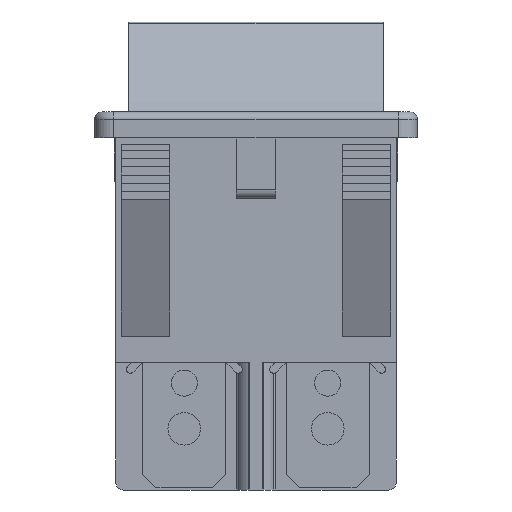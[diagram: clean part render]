
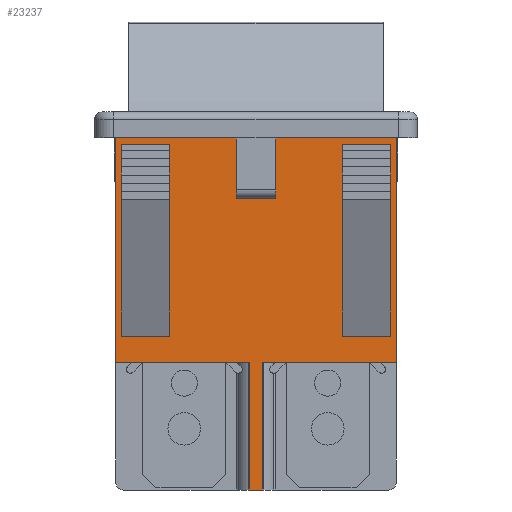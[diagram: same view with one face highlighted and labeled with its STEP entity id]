
A CAD part, left-side view. The second image highlights one B-rep face of the part: STEP entity #23237.
In plain terms, the highlighted planar face has unit normal (-1, 0, 0).
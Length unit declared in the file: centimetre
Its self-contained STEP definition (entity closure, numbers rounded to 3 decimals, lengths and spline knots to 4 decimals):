
#1342=FACE_BOUND('',#2943,.T.);
#1343=FACE_BOUND('',#2944,.T.);
#1612=FACE_OUTER_BOUND('',#2942,.T.);
#2942=EDGE_LOOP('',(#16229,#16230,#16231,#16232,#16233,#16234,#16235,#16236,
#16237,#16238,#16239,#16240));
#2943=EDGE_LOOP('',(#16241,#16242,#16243,#16244));
#2944=EDGE_LOOP('',(#16245,#16246,#16247,#16248));
#4698=LINE('',#31360,#7212);
#4723=LINE('',#31488,#7237);
#4747=LINE('',#31674,#7261);
#4752=LINE('',#31684,#7266);
#4753=LINE('',#31687,#7267);
#4755=LINE('',#31691,#7269);
#4756=LINE('',#31692,#7270);
#4757=LINE('',#31694,#7271);
#4758=LINE('',#31696,#7272);
#4759=LINE('',#31697,#7273);
#4760=LINE('',#31699,#7274);
#4761=LINE('',#31700,#7275);
#4762=LINE('',#31703,#7276);
#4763=LINE('',#31705,#7277);
#4764=LINE('',#31707,#7278);
#4765=LINE('',#31708,#7279);
#4766=LINE('',#31711,#7280);
#4767=LINE('',#31713,#7281);
#4768=LINE('',#31715,#7282);
#4769=LINE('',#31716,#7283);
#7212=VECTOR('',#26387,1.);
#7237=VECTOR('',#26432,1.);
#7261=VECTOR('',#26492,1.);
#7266=VECTOR('',#26501,1.);
#7267=VECTOR('',#26504,1.);
#7269=VECTOR('',#26508,1.);
#7270=VECTOR('',#26509,1.);
#7271=VECTOR('',#26510,1.);
#7272=VECTOR('',#26511,1.);
#7273=VECTOR('',#26512,1.);
#7274=VECTOR('',#26513,1.);
#7275=VECTOR('',#26514,1.);
#7276=VECTOR('',#26515,1.);
#7277=VECTOR('',#26516,1.);
#7278=VECTOR('',#26517,1.);
#7279=VECTOR('',#26518,1.);
#7280=VECTOR('',#26519,1.);
#7281=VECTOR('',#26520,1.);
#7282=VECTOR('',#26521,1.);
#7283=VECTOR('',#26522,1.);
#9700=VERTEX_POINT('',#31357);
#9701=VERTEX_POINT('',#31359);
#9741=VERTEX_POINT('',#31485);
#9742=VERTEX_POINT('',#31487);
#9792=VERTEX_POINT('',#31668);
#9794=VERTEX_POINT('',#31672);
#9797=VERTEX_POINT('',#31682);
#9798=VERTEX_POINT('',#31686);
#9799=VERTEX_POINT('',#31690);
#9800=VERTEX_POINT('',#31693);
#9801=VERTEX_POINT('',#31695);
#9802=VERTEX_POINT('',#31698);
#9803=VERTEX_POINT('',#31701);
#9804=VERTEX_POINT('',#31702);
#9805=VERTEX_POINT('',#31704);
#9806=VERTEX_POINT('',#31706);
#9807=VERTEX_POINT('',#31709);
#9808=VERTEX_POINT('',#31710);
#9809=VERTEX_POINT('',#31712);
#9810=VERTEX_POINT('',#31714);
#12184=EDGE_CURVE('',#9700,#9701,#4698,.T.);
#12228=EDGE_CURVE('',#9741,#9742,#4723,.T.);
#12286=EDGE_CURVE('',#9792,#9794,#4747,.T.);
#12291=EDGE_CURVE('',#9794,#9797,#4752,.T.);
#12292=EDGE_CURVE('',#9798,#9792,#4753,.T.);
#12294=EDGE_CURVE('',#9797,#9799,#4755,.T.);
#12295=EDGE_CURVE('',#9701,#9799,#4756,.T.);
#12296=EDGE_CURVE('',#9700,#9800,#4757,.T.);
#12297=EDGE_CURVE('',#9800,#9801,#4758,.T.);
#12298=EDGE_CURVE('',#9742,#9801,#4759,.T.);
#12299=EDGE_CURVE('',#9741,#9802,#4760,.T.);
#12300=EDGE_CURVE('',#9802,#9798,#4761,.T.);
#12301=EDGE_CURVE('',#9803,#9804,#4762,.T.);
#12302=EDGE_CURVE('',#9803,#9805,#4763,.T.);
#12303=EDGE_CURVE('',#9805,#9806,#4764,.T.);
#12304=EDGE_CURVE('',#9806,#9804,#4765,.T.);
#12305=EDGE_CURVE('',#9807,#9808,#4766,.T.);
#12306=EDGE_CURVE('',#9808,#9809,#4767,.T.);
#12307=EDGE_CURVE('',#9809,#9810,#4768,.T.);
#12308=EDGE_CURVE('',#9807,#9810,#4769,.T.);
#16229=ORIENTED_EDGE('',*,*,#12292,.T.);
#16230=ORIENTED_EDGE('',*,*,#12286,.T.);
#16231=ORIENTED_EDGE('',*,*,#12291,.T.);
#16232=ORIENTED_EDGE('',*,*,#12294,.T.);
#16233=ORIENTED_EDGE('',*,*,#12295,.F.);
#16234=ORIENTED_EDGE('',*,*,#12184,.F.);
#16235=ORIENTED_EDGE('',*,*,#12296,.T.);
#16236=ORIENTED_EDGE('',*,*,#12297,.T.);
#16237=ORIENTED_EDGE('',*,*,#12298,.F.);
#16238=ORIENTED_EDGE('',*,*,#12228,.F.);
#16239=ORIENTED_EDGE('',*,*,#12299,.T.);
#16240=ORIENTED_EDGE('',*,*,#12300,.T.);
#16241=ORIENTED_EDGE('',*,*,#12301,.F.);
#16242=ORIENTED_EDGE('',*,*,#12302,.T.);
#16243=ORIENTED_EDGE('',*,*,#12303,.T.);
#16244=ORIENTED_EDGE('',*,*,#12304,.T.);
#16245=ORIENTED_EDGE('',*,*,#12305,.T.);
#16246=ORIENTED_EDGE('',*,*,#12306,.T.);
#16247=ORIENTED_EDGE('',*,*,#12307,.T.);
#16248=ORIENTED_EDGE('',*,*,#12308,.F.);
#22384=PLANE('',#24666);
#23237=ADVANCED_FACE('',(#1612,#1342,#1343),#22384,.T.);
#24666=AXIS2_PLACEMENT_3D('',#31689,#26506,#26507);
#26387=DIRECTION('',(0.,1.,0.));
#26432=DIRECTION('',(0.,1.,0.));
#26492=DIRECTION('',(0.,1.,0.));
#26501=DIRECTION('',(0.,0.,1.));
#26504=DIRECTION('',(0.,0.,-1.));
#26506=DIRECTION('center_axis',(-1.,0.,0.));
#26507=DIRECTION('ref_axis',(0.,0.,1.));
#26508=DIRECTION('',(0.,1.,0.));
#26509=DIRECTION('',(0.,0.,1.));
#26510=DIRECTION('',(0.,0.,-1.));
#26511=DIRECTION('',(0.,-1.,0.));
#26512=DIRECTION('',(0.,0.,-1.));
#26513=DIRECTION('',(0.,0.,1.));
#26514=DIRECTION('',(0.,1.,0.));
#26515=DIRECTION('',(0.,0.,1.));
#26516=DIRECTION('',(0.,1.,0.));
#26517=DIRECTION('',(0.,0.,1.));
#26518=DIRECTION('',(0.,-1.,0.));
#26519=DIRECTION('',(0.,-1.,0.));
#26520=DIRECTION('',(0.,0.,-1.));
#26521=DIRECTION('',(0.,1.,0.));
#26522=DIRECTION('',(0.,0.,-1.));
#31357=CARTESIAN_POINT('',(-1.36,0.05,0.));
#31359=CARTESIAN_POINT('',(-1.36,1.075,0.));
#31360=CARTESIAN_POINT('',(-1.36,-1.075,0.));
#31485=CARTESIAN_POINT('',(-1.36,-1.075,0.));
#31487=CARTESIAN_POINT('',(-1.36,-0.05,0.));
#31488=CARTESIAN_POINT('',(-1.36,-1.075,0.));
#31668=CARTESIAN_POINT('',(-1.36,-0.15,1.255));
#31672=CARTESIAN_POINT('',(-1.36,0.15,1.255));
#31674=CARTESIAN_POINT('',(-1.36,0.075,1.255));
#31682=CARTESIAN_POINT('',(-1.36,0.15,1.72));
#31684=CARTESIAN_POINT('',(-1.36,0.15,0.86));
#31686=CARTESIAN_POINT('',(-1.36,-0.15,1.72));
#31687=CARTESIAN_POINT('',(-1.36,-0.15,0.6275));
#31689=CARTESIAN_POINT('Origin',(-1.36,-1.075,0.));
#31690=CARTESIAN_POINT('',(-1.36,1.075,1.72));
#31691=CARTESIAN_POINT('',(-1.36,-1.075,1.72));
#31692=CARTESIAN_POINT('',(-1.36,1.075,0.));
#31693=CARTESIAN_POINT('',(-1.36,0.05,-0.98));
#31694=CARTESIAN_POINT('',(-1.36,0.05,0.));
#31695=CARTESIAN_POINT('',(-1.36,-0.05,-0.98));
#31696=CARTESIAN_POINT('',(-1.36,-1.075,-0.98));
#31697=CARTESIAN_POINT('',(-1.36,-0.05,0.));
#31698=CARTESIAN_POINT('',(-1.36,-1.075,1.72));
#31699=CARTESIAN_POINT('',(-1.36,-1.075,0.));
#31700=CARTESIAN_POINT('',(-1.36,-1.075,1.72));
#31701=CARTESIAN_POINT('',(-1.36,0.66,0.2));
#31702=CARTESIAN_POINT('',(-1.36,0.66,0.4976));
#31703=CARTESIAN_POINT('',(-1.36,0.66,0.));
#31704=CARTESIAN_POINT('',(-1.36,1.035,0.2));
#31705=CARTESIAN_POINT('',(-1.36,-0.5375,0.2));
#31706=CARTESIAN_POINT('',(-1.36,1.035,0.4976));
#31707=CARTESIAN_POINT('',(-1.36,1.035,0.4848));
#31708=CARTESIAN_POINT('',(-1.36,-0.5375,0.4976));
#31709=CARTESIAN_POINT('',(-1.36,-0.66,0.4976));
#31710=CARTESIAN_POINT('',(-1.36,-1.035,0.4976));
#31711=CARTESIAN_POINT('',(-1.36,-0.5375,0.4976));
#31712=CARTESIAN_POINT('',(-1.36,-1.035,0.2));
#31713=CARTESIAN_POINT('',(-1.36,-1.035,0.4848));
#31714=CARTESIAN_POINT('',(-1.36,-0.66,0.2));
#31715=CARTESIAN_POINT('',(-1.36,-0.5375,0.2));
#31716=CARTESIAN_POINT('',(-1.36,-0.66,1.72));
